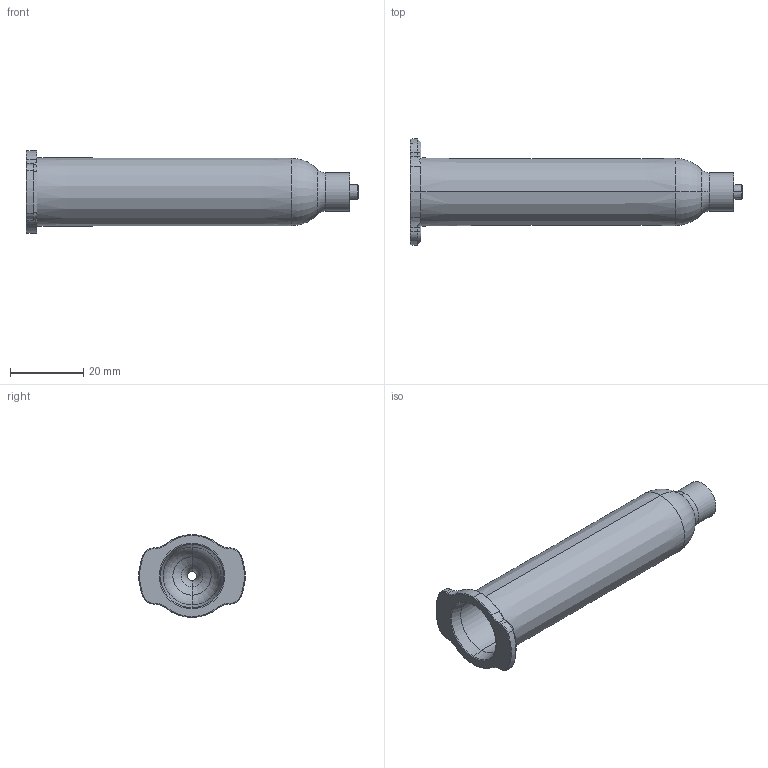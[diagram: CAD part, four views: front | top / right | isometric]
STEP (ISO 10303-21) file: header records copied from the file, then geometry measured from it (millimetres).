
FILE_DESCRIPTION(/* description */ ('Unknown','CAx-IF Rec.Pracs.---Representation and Presentation of Product Manufacturing Information (PMI)---4.0---2014-10-13','CAx-IF Rec.Pracs.---3D Tessellated Geometry---0.4---2014-09-14','2;1'),/* implementation_level */ '2;1');
FILE_NAME(/* name */ '502757_502788_502783_Kartusche_10cc',/* time_stamp */ '2024-05-24T07:50:36+02:00',/* author */ ('Unknown'),/* organization */ ('Unknown'),/* preprocessor_version */ 'ST-DEVELOPER v19.4',/* originating_system */ 'Solid Edge',/* authorisation */ 'Unknown');
FILE_SCHEMA (('AP242_MANAGED_MODEL_BASED_3D_ENGINEERING_MIM_LF { 1 0 10303 442 1 1 4 }'));
Length unit declared in the file: millimetre
Products named in the file (1): 502757_502788_502783_Kartusche_10cc
Bounding box: 90.6 x 28.97 x 22.6 mm (x, y, z)
Volume: 6988.7 mm3; surface area: 9898.3 mm2
Topology: 1 solids, 1 shells, 229 faces, 556 edges, 344 vertices
Faces by surface type: plane 71, cone 55, torus 46, cylinder 32, bspline 25
Full cylindrical faces by diameter (mm): 7 x1, 10.5 x1
Entity records: 8234 total; most frequent: CARTESIAN_POINT 2922, ORIENTED_EDGE 1112, DIRECTION 1094, EDGE_CURVE 556, AXIS2_PLACEMENT_3D 420, VERTEX_POINT 346, LINE 254, VECTOR 254
